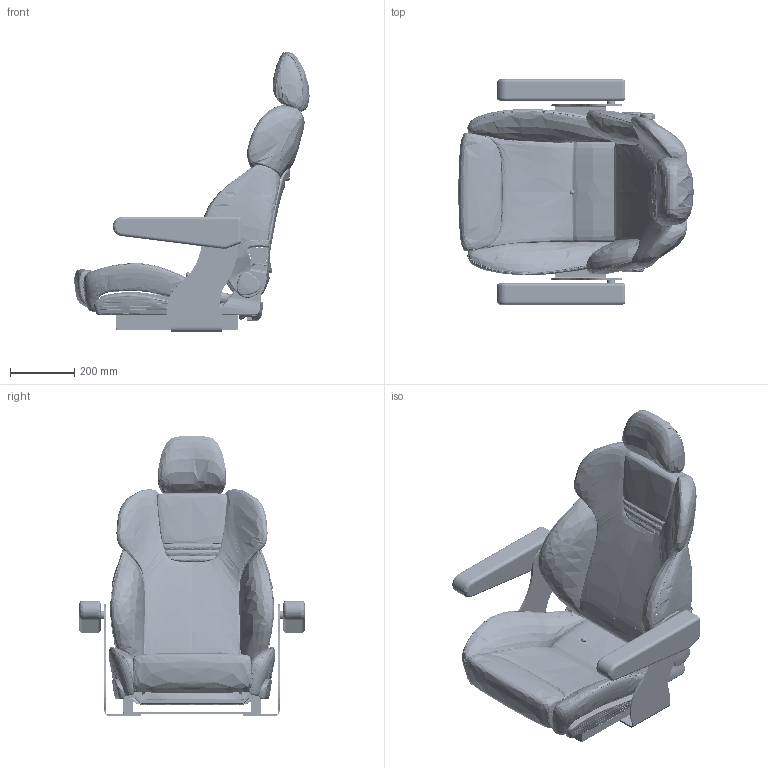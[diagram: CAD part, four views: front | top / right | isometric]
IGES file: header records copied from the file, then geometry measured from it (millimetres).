
Global section: file name: ASSY CASPIAN 720.igs; native system: NX V9.0; preprocessor: SIEMENS PLM Software NX 9.0; date: 20150312.082030; units: millimetre
Bounding box: 731.51 x 701 x 870.65 mm (x, y, z)
Surface area: 3107372.9 mm2 (no closed solid volume)
Topology: 0 solids, 0 shells, 4449 faces, 29141 edges, 28984 vertices
Faces by surface type: bspline 4449
